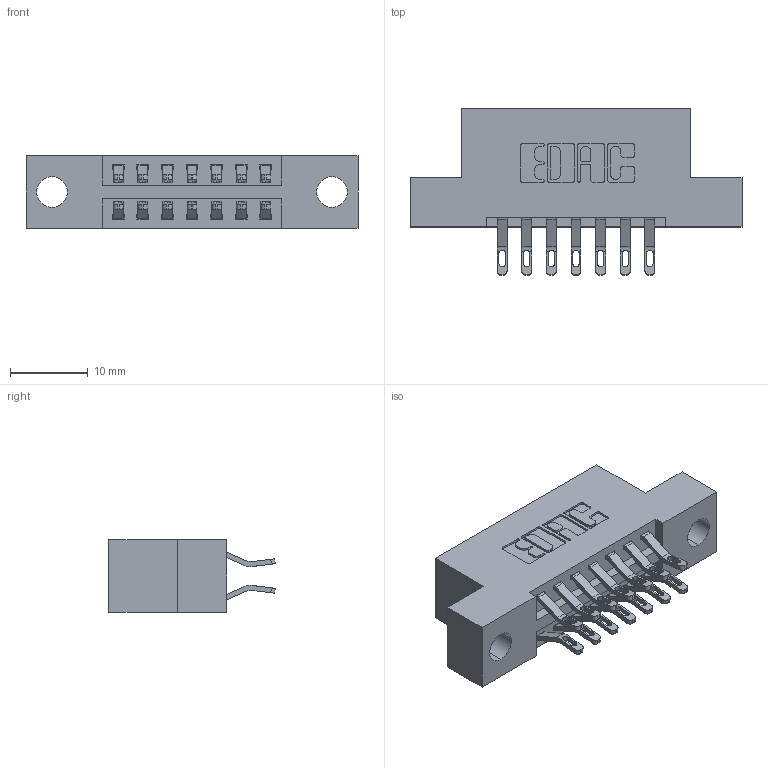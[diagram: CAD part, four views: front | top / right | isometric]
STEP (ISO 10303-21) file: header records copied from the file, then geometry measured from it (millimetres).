
FILE_DESCRIPTION (( 'STEP AP203' ), '1' );
FILE_NAME ('396-014-555-204.STEP', '2019-10-29T20:13:39', ( '' ), ( '' ), 'SwSTEP 2.0', 'SolidWorks 2016', '' );
FILE_SCHEMA (( 'CONFIG_CONTROL_DESIGN' ));
Length unit declared in the file: inch
Products named in the file (3): 396-014-555-204; 345-292-001_555 Tail; 346 Part_Flush Mounting Lugs - 0.156 Dia-TH
Assembly tree (15 placements, depth 2):
  396-014-555-204
    346 Part_Flush Mounting Lugs - 0.156 Dia-TH
    345-292-001_555 Tail  x14
Bounding box: 42.8 x 21.46 x 9.4 mm (x, y, z)
Volume: 3854.3 mm3; surface area: 4706 mm2
Topology: 15 solids, 15 shells, 934 faces, 2891 edges, 1926 vertices
Faces by surface type: plane 538, cylinder 396
Entity records: 9609 total; most frequent: CARTESIAN_POINT 1666, ORIENTED_EDGE 1570, DIRECTION 1489, EDGE_CURVE 785, VECTOR 605, LINE 605, VERTEX_POINT 522, AXIS2_PLACEMENT_3D 442
